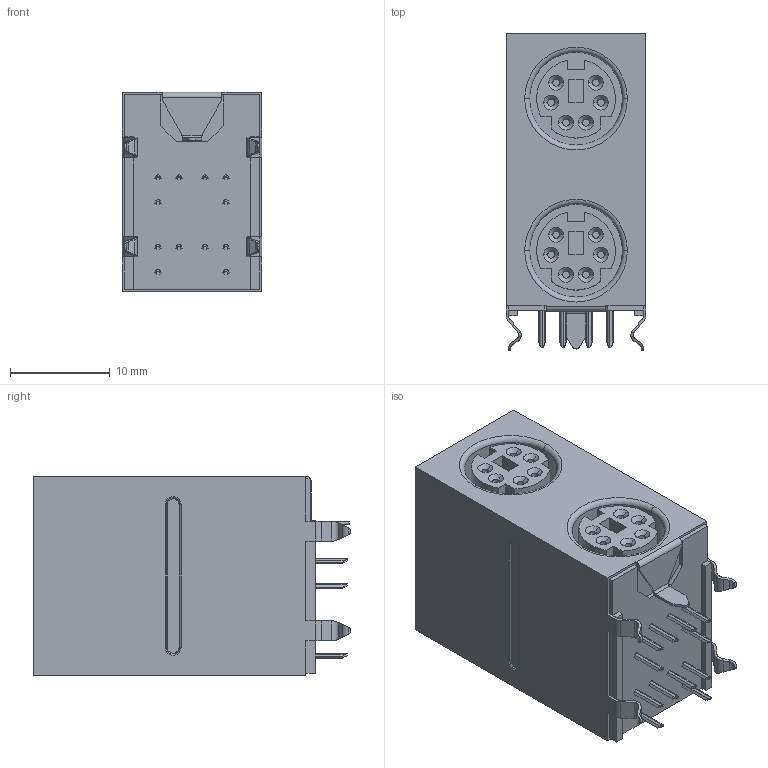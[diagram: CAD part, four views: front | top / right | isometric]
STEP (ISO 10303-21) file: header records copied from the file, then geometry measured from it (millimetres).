
FILE_DESCRIPTION (( 'STEP AP203' ), '1' );
FILE_NAME ('KMDGX-6S-6S-S4N_rB8.STEP', '2018-11-02T17:02:14', ( '' ), ( '' ), 'SwSTEP 2.0', 'SolidWorks 2018', '' );
FILE_SCHEMA (( 'CONFIG_CONTROL_DESIGN' ));
Length unit declared in the file: millimetre
Products named in the file (1): KMDGX-6S-6S-S4N_rB8
Bounding box: 14 x 31.8 x 20 mm (x, y, z)
Volume: 7426.2 mm3; surface area: 3609.5 mm2
Topology: 1 solids, 1 shells, 436 faces, 1136 edges, 734 vertices
Faces by surface type: plane 259, cylinder 141, cone 24, torus 12
Entity records: 13371 total; most frequent: CARTESIAN_POINT 2687, ORIENTED_EDGE 2272, DIRECTION 2148, EDGE_CURVE 1136, LINE 750, VECTOR 750, VERTEX_POINT 734, AXIS2_PLACEMENT_3D 699
